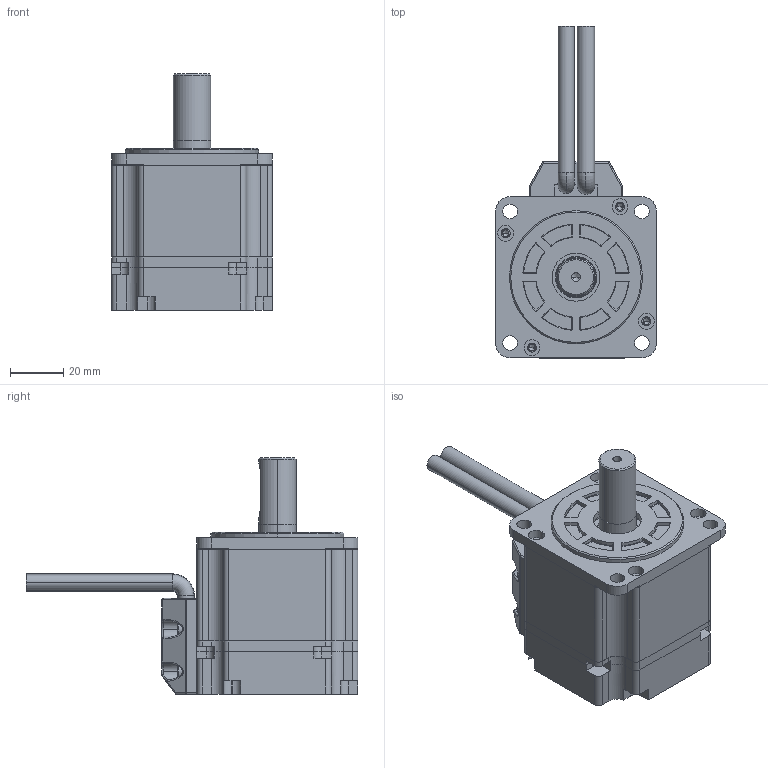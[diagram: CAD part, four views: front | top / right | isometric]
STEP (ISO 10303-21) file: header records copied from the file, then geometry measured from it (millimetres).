
FILE_DESCRIPTION (( 'STEP AP214' ), '1' );
FILE_NAME ('60 200W低压分体超短款电机.STEP', '2024-11-19T08:30:59', ( 'HP' ), ( 'HP' ), 'SwSTEP 2.0', 'SolidWorks 2020', '' );
FILE_SCHEMA (( 'AUTOMOTIVE_DESIGN' ));
Length unit declared in the file: millimetre
Products named in the file (13): 01.A002.000266-2.1 60閉傻遴綴傷裔欴こV2; deep groove ball bearings gb11_Rolling bearings 61902 GB 276-94; 60 200W低压分体超短款电机; 01.A016.000002-2 磁铁镶套（42HS-8）; hexagon socket head cap screws gb123_GB_FASTENER_SCREWS_HSHCS M3X8-N; M60-200W 閉傻遴(蛌粣); 01.A011.000005-2 M2.5×3紧定螺钉（GB-T80内六角凹端紧定螺钉）; deep groove ball bearings gb_Rolling bearings 61900 GB 276-94; 01.A017.000001-2 磁铁（10-H2.5）; 01.A001.000121 60閉傻遴ヶ傷裔; 600 200W閉傻遴儂褲; 01.B013.020111 60 400W 閉傻遴(晤鎢ん綴欶); 揤盄裔邧堤盄
Assembly tree (13 placements, depth 2):
  60 200W低压分体超短款电机
    01.A001.000121 60閉傻遴ヶ傷裔
    deep groove ball bearings gb11_Rolling bearings 61902 GB 276-94
    01.A002.000266-2.1 60閉傻遴綴傷裔欴こV2
    01.B013.020111 60 400W 閉傻遴(晤鎢ん綴欶)
    M60-200W 閉傻遴(蛌粣)
    01.A011.000005-2 M2.5×3紧定螺钉（GB-T80内六角凹端紧定螺钉）
    01.A016.000002-2 磁铁镶套（42HS-8）
    01.A017.000001-2 磁铁（10-H2.5）
    hexagon socket head cap screws gb123_GB_FASTENER_SCREWS_HSHCS M3X8-N  x2
    600 200W閉傻遴儂褲
    deep groove ball bearings gb_Rolling bearings 61900 GB 276-94
    揤盄裔邧堤盄
Bounding box: 60.5 x 124.7 x 88.85 mm (x, y, z)
Volume: 90984.6 mm3; surface area: 67530.1 mm2
Topology: 12 solids, 19 shells, 1077 faces, 3253 edges, 2056 vertices
Faces by surface type: cylinder 404, plane 267, torus 182, sphere 131, cone 87, bspline 6
Entity records: 42347 total; most frequent: CARTESIAN_POINT 9534, DIRECTION 5872, ORIENTED_EDGE 5730, EDGE_CURVE 2904, AXIS2_PLACEMENT_3D 2436, VERTEX_POINT 1870, CIRCLE 1373, EDGE_LOOP 1185
